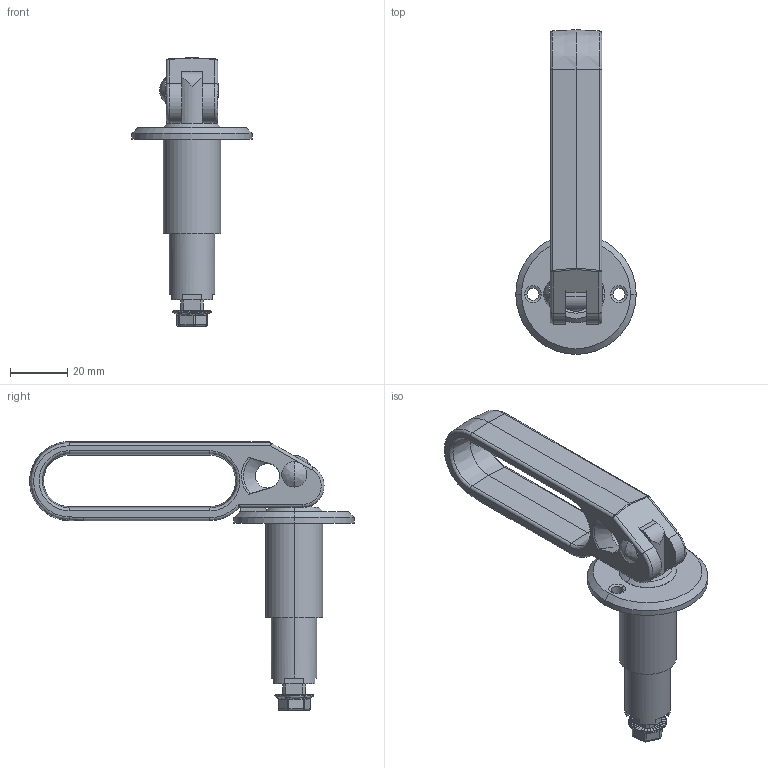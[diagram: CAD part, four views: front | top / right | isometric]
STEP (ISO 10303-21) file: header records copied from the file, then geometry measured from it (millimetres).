
FILE_DESCRIPTION (( 'STEP AP214' ), '1' );
FILE_NAME ('275004-50_Industrilas.step', '2025-08-25T08:37:36', ( '' ), ( '' ), 'SwSTEP 2.0', 'SolidWorks 2010', '' );
FILE_SCHEMA (( 'AUTOMOTIVE_DESIGN' ));
Length unit declared in the file: millimetre
Products named in the file (8): 27500403-50; 052483; 27500401; 012103; 062195; 27500405; 27500404; 275004-50_Industrilas
Assembly tree (7 placements, depth 2):
  275004-50_Industrilas
    27500404
    27500405
    052483
    062195
    012103
    27500401
    27500403-50
Bounding box: 42 x 113.25 x 93.75 mm (x, y, z)
Volume: 40277.4 mm3; surface area: 24861.4 mm2
Topology: 7 solids, 7 shells, 616 faces, 1550 edges, 942 vertices
Faces by surface type: cylinder 207, bspline 181, plane 123, cone 105
Entity records: 32087 total; most frequent: CARTESIAN_POINT 18701, ORIENTED_EDGE 3072, DIRECTION 2200, EDGE_CURVE 1536, VERTEX_POINT 940, AXIS2_PLACEMENT_3D 880, EDGE_LOOP 642, B_SPLINE_CURVE_WITH_KNOTS 640
